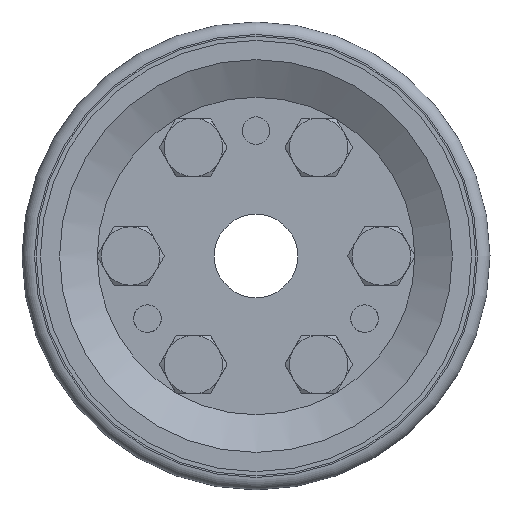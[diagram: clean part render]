
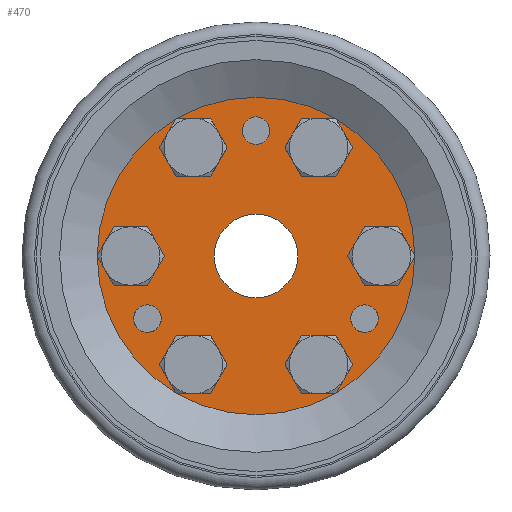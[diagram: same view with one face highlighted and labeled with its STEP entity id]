
A CAD part, left-side view. The second image highlights one B-rep face of the part: STEP entity #470.
In plain terms, the highlighted planar face has unit normal (-1, 0, 0).
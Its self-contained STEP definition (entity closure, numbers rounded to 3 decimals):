
#470 = ADVANCED_FACE( '', ( #1292, #1293, #1294, #1295, #1296, #1297, #1298, #1299, #1300, #1301, #1302 ), #1303, .T. );
#1292 = FACE_BOUND( '', #2727, .T. );
#1293 = FACE_BOUND( '', #2728, .T. );
#1294 = FACE_BOUND( '', #2729, .T. );
#1295 = FACE_OUTER_BOUND( '', #2730, .T. );
#1296 = FACE_BOUND( '', #2731, .T. );
#1297 = FACE_BOUND( '', #2732, .T. );
#1298 = FACE_BOUND( '', #2733, .T. );
#1299 = FACE_BOUND( '', #2734, .T. );
#1300 = FACE_BOUND( '', #2735, .T. );
#1301 = FACE_BOUND( '', #2736, .T. );
#1302 = FACE_BOUND( '', #2737, .T. );
#1303 = PLANE( '', #2738 );
#2727 = EDGE_LOOP( '', ( #5657 ) );
#2728 = EDGE_LOOP( '', ( #5658 ) );
#2729 = EDGE_LOOP( '', ( #5659 ) );
#2730 = EDGE_LOOP( '', ( #5660 ) );
#2731 = EDGE_LOOP( '', ( #5661 ) );
#2732 = EDGE_LOOP( '', ( #5662 ) );
#2733 = EDGE_LOOP( '', ( #5663 ) );
#2734 = EDGE_LOOP( '', ( #5664 ) );
#2735 = EDGE_LOOP( '', ( #5665 ) );
#2736 = EDGE_LOOP( '', ( #5666 ) );
#2737 = EDGE_LOOP( '', ( #5667 ) );
#2738 = AXIS2_PLACEMENT_3D( '', #5668, #5669, #5670 );
#5657 = ORIENTED_EDGE( '', *, *, #8465, .F. );
#5658 = ORIENTED_EDGE( '', *, *, #8321, .F. );
#5659 = ORIENTED_EDGE( '', *, *, #8466, .F. );
#5660 = ORIENTED_EDGE( '', *, *, #8467, .T. );
#5661 = ORIENTED_EDGE( '', *, *, #8468, .F. );
#5662 = ORIENTED_EDGE( '', *, *, #8469, .F. );
#5663 = ORIENTED_EDGE( '', *, *, #8470, .F. );
#5664 = ORIENTED_EDGE( '', *, *, #8471, .F. );
#5665 = ORIENTED_EDGE( '', *, *, #8472, .F. );
#5666 = ORIENTED_EDGE( '', *, *, #8473, .F. );
#5667 = ORIENTED_EDGE( '', *, *, #8474, .T. );
#5668 = CARTESIAN_POINT( '', ( -4., 0., 4. ) );
#5669 = DIRECTION( '', ( -1., 0., 0. ) );
#5670 = DIRECTION( '', ( 0., 0., 1. ) );
#8321 = EDGE_CURVE( '', #9503, #9503, #9504, .T. );
#8465 = EDGE_CURVE( '', #9754, #9754, #9755, .T. );
#8466 = EDGE_CURVE( '', #9756, #9756, #9757, .T. );
#8467 = EDGE_CURVE( '', #9758, #9758, #9759, .T. );
#8468 = EDGE_CURVE( '', #9760, #9760, #9761, .T. );
#8469 = EDGE_CURVE( '', #9762, #9762, #9763, .T. );
#8470 = EDGE_CURVE( '', #9764, #9764, #9765, .T. );
#8471 = EDGE_CURVE( '', #9766, #9766, #9767, .T. );
#8472 = EDGE_CURVE( '', #9768, #9768, #9769, .T. );
#8473 = EDGE_CURVE( '', #9770, #9770, #9771, .T. );
#8474 = EDGE_CURVE( '', #9772, #9772, #9773, .F. );
#9503 = VERTEX_POINT( '', #11241 );
#9504 = CIRCLE( '', #11242, 1.65 );
#9754 = VERTEX_POINT( '', #11587 );
#9755 = CIRCLE( '', #11588, 1.65 );
#9756 = VERTEX_POINT( '', #11589 );
#9757 = CIRCLE( '', #11590, 1.65 );
#9758 = VERTEX_POINT( '', #11591 );
#9759 = CIRCLE( '', #11592, 19. );
#9760 = VERTEX_POINT( '', #11593 );
#9761 = CIRCLE( '', #11594, 2.95 );
#9762 = VERTEX_POINT( '', #11595 );
#9763 = CIRCLE( '', #11596, 2.95 );
#9764 = VERTEX_POINT( '', #11597 );
#9765 = CIRCLE( '', #11598, 2.95 );
#9766 = VERTEX_POINT( '', #11599 );
#9767 = CIRCLE( '', #11600, 2.95 );
#9768 = VERTEX_POINT( '', #11601 );
#9769 = CIRCLE( '', #11602, 2.95 );
#9770 = VERTEX_POINT( '', #11603 );
#9771 = CIRCLE( '', #11604, 2.95 );
#9772 = VERTEX_POINT( '', #11605 );
#9773 = CIRCLE( '', #11606, 5. );
#11241 = CARTESIAN_POINT( '', ( -4., 0., 16.65 ) );
#11242 = AXIS2_PLACEMENT_3D( '', #13839, #13840, #13841 );
#11587 = CARTESIAN_POINT( '', ( -4., 12.99, -5.85 ) );
#11588 = AXIS2_PLACEMENT_3D( '', #14051, #14052, #14053 );
#11589 = CARTESIAN_POINT( '', ( -4., -12.99, -5.85 ) );
#11590 = AXIS2_PLACEMENT_3D( '', #14054, #14055, #14056 );
#11591 = CARTESIAN_POINT( '', ( -4., 0., 19. ) );
#11592 = AXIS2_PLACEMENT_3D( '', #14057, #14058, #14059 );
#11593 = CARTESIAN_POINT( '', ( -4., -15., 2.95 ) );
#11594 = AXIS2_PLACEMENT_3D( '', #14060, #14061, #14062 );
#11595 = CARTESIAN_POINT( '', ( -4., -7.5, 15.94 ) );
#11596 = AXIS2_PLACEMENT_3D( '', #14063, #14064, #14065 );
#11597 = CARTESIAN_POINT( '', ( -4., 15., 2.95 ) );
#11598 = AXIS2_PLACEMENT_3D( '', #14066, #14067, #14068 );
#11599 = CARTESIAN_POINT( '', ( -4., 7.5, 15.94 ) );
#11600 = AXIS2_PLACEMENT_3D( '', #14069, #14070, #14071 );
#11601 = CARTESIAN_POINT( '', ( -4., -7.5, -10.04 ) );
#11602 = AXIS2_PLACEMENT_3D( '', #14072, #14073, #14074 );
#11603 = CARTESIAN_POINT( '', ( -4., 7.5, -10.04 ) );
#11604 = AXIS2_PLACEMENT_3D( '', #14075, #14076, #14077 );
#11605 = CARTESIAN_POINT( '', ( -4., 0., 5. ) );
#11606 = AXIS2_PLACEMENT_3D( '', #14078, #14079, #14080 );
#13839 = CARTESIAN_POINT( '', ( -4., 0., 15. ) );
#13840 = DIRECTION( '', ( -1., 0., 0. ) );
#13841 = DIRECTION( '', ( 0., 0., 1. ) );
#14051 = CARTESIAN_POINT( '', ( -4., 12.99, -7.5 ) );
#14052 = DIRECTION( '', ( -1., 0., 0. ) );
#14053 = DIRECTION( '', ( 0., 0., 1. ) );
#14054 = CARTESIAN_POINT( '', ( -4., -12.99, -7.5 ) );
#14055 = DIRECTION( '', ( -1., 0., 0. ) );
#14056 = DIRECTION( '', ( 0., 0., 1. ) );
#14057 = CARTESIAN_POINT( '', ( -4., 0., 0. ) );
#14058 = DIRECTION( '', ( -1., 0., 0. ) );
#14059 = DIRECTION( '', ( 0., 0., 1. ) );
#14060 = CARTESIAN_POINT( '', ( -4., -15., 0. ) );
#14061 = DIRECTION( '', ( -1., 0., 0. ) );
#14062 = DIRECTION( '', ( 0., 0., 1. ) );
#14063 = CARTESIAN_POINT( '', ( -4., -7.5, 12.99 ) );
#14064 = DIRECTION( '', ( -1., 0., 0. ) );
#14065 = DIRECTION( '', ( 0., 0., 1. ) );
#14066 = CARTESIAN_POINT( '', ( -4., 15., 0. ) );
#14067 = DIRECTION( '', ( -1., 0., 0. ) );
#14068 = DIRECTION( '', ( 0., 0., 1. ) );
#14069 = CARTESIAN_POINT( '', ( -4., 7.5, 12.99 ) );
#14070 = DIRECTION( '', ( -1., 0., 0. ) );
#14071 = DIRECTION( '', ( 0., 0., 1. ) );
#14072 = CARTESIAN_POINT( '', ( -4., -7.5, -12.99 ) );
#14073 = DIRECTION( '', ( -1., 0., 0. ) );
#14074 = DIRECTION( '', ( 0., 0., 1. ) );
#14075 = CARTESIAN_POINT( '', ( -4., 7.5, -12.99 ) );
#14076 = DIRECTION( '', ( -1., 0., 0. ) );
#14077 = DIRECTION( '', ( 0., 0., 1. ) );
#14078 = CARTESIAN_POINT( '', ( -4., 0., 0. ) );
#14079 = DIRECTION( '', ( -1., 0., 0. ) );
#14080 = DIRECTION( '', ( 0., 0., 1. ) );
